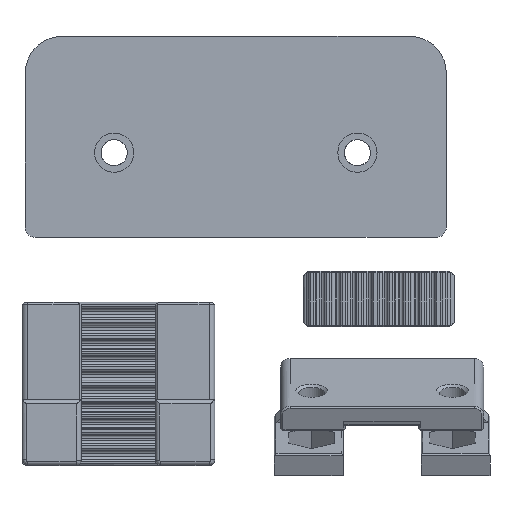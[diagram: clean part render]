
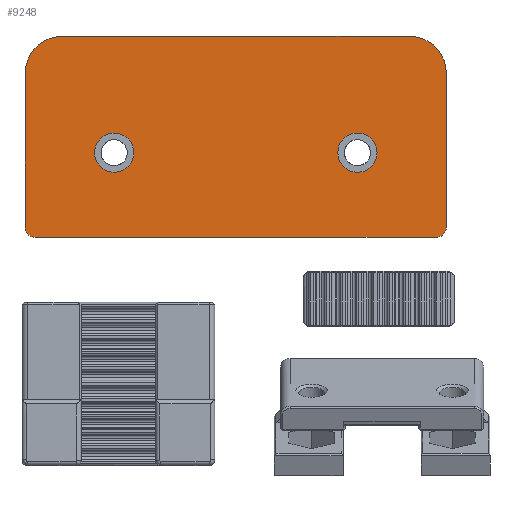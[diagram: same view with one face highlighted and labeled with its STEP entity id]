
A CAD part, top view. The second image highlights one B-rep face of the part: STEP entity #9248.
In plain terms, the highlighted planar face has unit normal (0, 0, 1).
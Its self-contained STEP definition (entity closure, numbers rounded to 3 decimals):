
#49=FACE_BOUND('',#1051,.T.);
#50=FACE_BOUND('',#1052,.T.);
#187=PLANE('',#9823);
#502=FACE_OUTER_BOUND('',#1050,.T.);
#1050=EDGE_LOOP('',(#6346,#6347,#6348,#6349,#6350,#6351,#6352,#6353,#6354,
#6355));
#1051=EDGE_LOOP('',(#6356));
#1052=EDGE_LOOP('',(#6357));
#1604=LINE('',#13557,#2621);
#1605=LINE('',#13560,#2622);
#1613=LINE('',#13618,#2630);
#1619=LINE('',#13642,#2636);
#1621=LINE('',#13645,#2638);
#1625=LINE('',#13693,#2642);
#2621=VECTOR('',#10719,10.);
#2622=VECTOR('',#10722,10.);
#2630=VECTOR('',#10740,10.);
#2636=VECTOR('',#10766,10.);
#2638=VECTOR('',#10770,10.);
#2642=VECTOR('',#10782,10.);
#3634=CIRCLE('',#9797,4.575);
#3636=CIRCLE('',#9802,2.487);
#3639=CIRCLE('',#9808,1.282);
#3640=CIRCLE('',#9810,4.575);
#3644=CIRCLE('',#9818,2.487);
#3645=CIRCLE('',#9822,1.282);
#3989=VERTEX_POINT('',#13544);
#3990=VERTEX_POINT('',#13545);
#3994=VERTEX_POINT('',#13555);
#3995=VERTEX_POINT('',#13559);
#3999=VERTEX_POINT('',#13585);
#4001=VERTEX_POINT('',#13611);
#4004=VERTEX_POINT('',#13616);
#4005=VERTEX_POINT('',#13623);
#4006=VERTEX_POINT('',#13624);
#4012=VERTEX_POINT('',#13641);
#4015=VERTEX_POINT('',#13685);
#4016=VERTEX_POINT('',#13691);
#4864=EDGE_CURVE('',#3989,#3990,#3634,.T.);
#4870=EDGE_CURVE('',#3990,#3994,#1604,.T.);
#4871=EDGE_CURVE('',#3995,#3989,#1605,.F.);
#4876=EDGE_CURVE('',#3999,#3999,#3636,.F.);
#4883=EDGE_CURVE('',#4001,#4004,#1613,.T.);
#4885=EDGE_CURVE('',#3994,#4001,#3639,.F.);
#4886=EDGE_CURVE('',#4005,#4006,#3640,.T.);
#4895=EDGE_CURVE('',#4006,#4012,#1619,.T.);
#4897=EDGE_CURVE('',#3995,#4005,#1621,.F.);
#4901=EDGE_CURVE('',#4015,#4015,#3644,.T.);
#4904=EDGE_CURVE('',#4016,#4004,#1625,.T.);
#4905=EDGE_CURVE('',#4012,#4016,#3645,.F.);
#6346=ORIENTED_EDGE('',*,*,#4871,.T.);
#6347=ORIENTED_EDGE('',*,*,#4864,.T.);
#6348=ORIENTED_EDGE('',*,*,#4870,.T.);
#6349=ORIENTED_EDGE('',*,*,#4885,.T.);
#6350=ORIENTED_EDGE('',*,*,#4883,.T.);
#6351=ORIENTED_EDGE('',*,*,#4904,.F.);
#6352=ORIENTED_EDGE('',*,*,#4905,.F.);
#6353=ORIENTED_EDGE('',*,*,#4895,.F.);
#6354=ORIENTED_EDGE('',*,*,#4886,.F.);
#6355=ORIENTED_EDGE('',*,*,#4897,.F.);
#6356=ORIENTED_EDGE('',*,*,#4876,.T.);
#6357=ORIENTED_EDGE('',*,*,#4901,.F.);
#9248=ADVANCED_FACE('',(#502,#49,#50),#187,.T.);
#9797=AXIS2_PLACEMENT_3D('',#13546,#10709,#10710);
#9802=AXIS2_PLACEMENT_3D('',#13587,#10728,#10729);
#9808=AXIS2_PLACEMENT_3D('',#13621,#10745,#10746);
#9810=AXIS2_PLACEMENT_3D('',#13625,#10749,#10750);
#9818=AXIS2_PLACEMENT_3D('',#13687,#10774,#10775);
#9822=AXIS2_PLACEMENT_3D('',#13695,#10785,#10786);
#9823=AXIS2_PLACEMENT_3D('',#13696,#10787,#10788);
#10709=DIRECTION('center_axis',(0.,0.,
1.));
#10710=DIRECTION('ref_axis',(-0.707,0.707,0.));
#10719=DIRECTION('',(0.,-1.,0.));
#10722=DIRECTION('',(1.,0.,0.));
#10728=DIRECTION('center_axis',(0.,0.,
1.));
#10729=DIRECTION('ref_axis',(-1.,0.,0.));
#10740=DIRECTION('',(1.,0.,0.));
#10745=DIRECTION('center_axis',(0.,0.,
-1.));
#10746=DIRECTION('ref_axis',(-0.707,-0.707,0.));
#10749=DIRECTION('center_axis',(0.,0.,
-1.));
#10750=DIRECTION('ref_axis',(0.707,0.707,0.));
#10766=DIRECTION('',(0.,-1.,0.));
#10770=DIRECTION('',(-1.,0.,0.));
#10774=DIRECTION('center_axis',(0.,0.,
1.));
#10775=DIRECTION('ref_axis',(1.,0.,0.));
#10782=DIRECTION('',(-1.,0.,0.));
#10785=DIRECTION('center_axis',(0.,0.,
1.));
#10786=DIRECTION('ref_axis',(0.707,-0.707,0.));
#10787=DIRECTION('center_axis',(0.,0.,
1.));
#10788=DIRECTION('ref_axis',(0.,1.,0.));
#13544=CARTESIAN_POINT('',(-10.76,46.849,2.192));
#13545=CARTESIAN_POINT('',(-15.335,42.274,2.192));
#13546=CARTESIAN_POINT('Origin',(-10.76,42.274,2.192));
#13555=CARTESIAN_POINT('',(-15.335,22.65,2.192));
#13557=CARTESIAN_POINT('',(-15.335,32.377,2.192));
#13559=CARTESIAN_POINT('',(11.347,46.849,2.192));
#13560=CARTESIAN_POINT('',(11.347,46.849,2.192));
#13585=CARTESIAN_POINT('',(-1.587,32.116,2.192));
#13587=CARTESIAN_POINT('Origin',(-4.074,32.116,2.192));
#13611=CARTESIAN_POINT('',(-14.052,21.368,2.192));
#13616=CARTESIAN_POINT('',(11.347,21.368,2.192));
#13618=CARTESIAN_POINT('',(11.347,21.368,2.192));
#13621=CARTESIAN_POINT('Origin',(-14.052,22.65,2.192));
#13623=CARTESIAN_POINT('',(33.454,46.849,2.192));
#13624=CARTESIAN_POINT('',(38.029,42.274,2.192));
#13625=CARTESIAN_POINT('Origin',(33.454,42.274,2.192));
#13641=CARTESIAN_POINT('',(38.029,22.65,2.192));
#13642=CARTESIAN_POINT('',(38.029,32.377,2.192));
#13645=CARTESIAN_POINT('',(11.347,46.849,2.192));
#13685=CARTESIAN_POINT('',(24.281,32.116,2.192));
#13687=CARTESIAN_POINT('Origin',(26.768,32.116,2.192));
#13691=CARTESIAN_POINT('',(36.747,21.368,2.192));
#13693=CARTESIAN_POINT('',(11.347,21.368,2.192));
#13695=CARTESIAN_POINT('Origin',(36.747,22.65,2.192));
#13696=CARTESIAN_POINT('Origin',(11.03,32.377,2.192));
